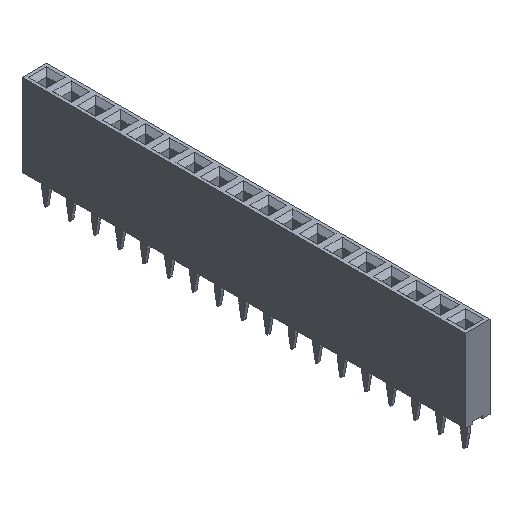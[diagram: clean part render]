
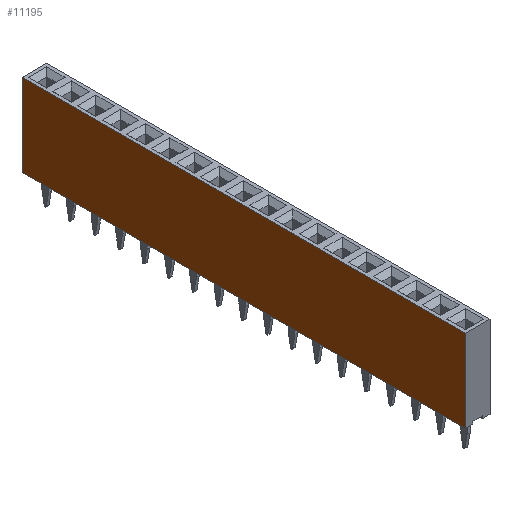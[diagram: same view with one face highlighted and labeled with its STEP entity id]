
A CAD part, isometric view. The second image highlights one B-rep face of the part: STEP entity #11195.
In plain terms, the highlighted planar face has unit normal (-1, 0, 0).
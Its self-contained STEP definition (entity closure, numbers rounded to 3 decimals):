
#8840 = VERTEX_POINT('',#8841);
#8841 = CARTESIAN_POINT('',(-1.27,1.27,8.5));
#8850 = PLANE('',#8851);
#8851 = AXIS2_PLACEMENT_3D('',#8852,#8853,#8854);
#8852 = CARTESIAN_POINT('',(0.,-21.59,8.5));
#8853 = DIRECTION('',(0.,0.,1.));
#8854 = DIRECTION('',(1.,0.,0.));
#8862 = PLANE('',#8863);
#8863 = AXIS2_PLACEMENT_3D('',#8864,#8865,#8866);
#8864 = CARTESIAN_POINT('',(-1.27,1.27,0.));
#8865 = DIRECTION('',(0.,1.,0.));
#8866 = DIRECTION('',(1.,0.,0.));
#8874 = EDGE_CURVE('',#8875,#8840,#8877,.T.);
#8875 = VERTEX_POINT('',#8876);
#8876 = CARTESIAN_POINT('',(-1.27,-44.45,8.5));
#8877 = SURFACE_CURVE('',#8878,(#8882,#8889),.PCURVE_S1.);
#8878 = LINE('',#8879,#8880);
#8879 = CARTESIAN_POINT('',(-1.27,-44.45,8.5));
#8880 = VECTOR('',#8881,1.);
#8881 = DIRECTION('',(0.,1.,0.));
#8882 = PCURVE('',#8850,#8883);
#8883 = DEFINITIONAL_REPRESENTATION('',(#8884),#8888);
#8884 = LINE('',#8885,#8886);
#8885 = CARTESIAN_POINT('',(-1.27,-22.86));
#8886 = VECTOR('',#8887,1.);
#8887 = DIRECTION('',(0.,1.));
#8888 = ( GEOMETRIC_REPRESENTATION_CONTEXT(2) 
PARAMETRIC_REPRESENTATION_CONTEXT() REPRESENTATION_CONTEXT('2D SPACE',''
  ) );
#8889 = PCURVE('',#8890,#8895);
#8890 = PLANE('',#8891);
#8891 = AXIS2_PLACEMENT_3D('',#8892,#8893,#8894);
#8892 = CARTESIAN_POINT('',(-1.27,-44.45,0.));
#8893 = DIRECTION('',(-1.,0.,0.));
#8894 = DIRECTION('',(0.,1.,0.));
#8895 = DEFINITIONAL_REPRESENTATION('',(#8896),#8900);
#8896 = LINE('',#8897,#8898);
#8897 = CARTESIAN_POINT('',(0.,-8.5));
#8898 = VECTOR('',#8899,1.);
#8899 = DIRECTION('',(1.,0.));
#8900 = ( GEOMETRIC_REPRESENTATION_CONTEXT(2) 
PARAMETRIC_REPRESENTATION_CONTEXT() REPRESENTATION_CONTEXT('2D SPACE',''
  ) );
#8918 = PLANE('',#8919);
#8919 = AXIS2_PLACEMENT_3D('',#8920,#8921,#8922);
#8920 = CARTESIAN_POINT('',(1.27,-44.45,0.));
#8921 = DIRECTION('',(0.,-1.,0.));
#8922 = DIRECTION('',(-1.,0.,0.));
#11012 = VERTEX_POINT('',#11013);
#11013 = CARTESIAN_POINT('',(-1.27,1.27,0.));
#11029 = PLANE('',#11030);
#11030 = AXIS2_PLACEMENT_3D('',#11031,#11032,#11033);
#11031 = CARTESIAN_POINT('',(0.,-21.59,0.));
#11032 = DIRECTION('',(0.,0.,1.));
#11033 = DIRECTION('',(1.,0.,0.));
#11041 = EDGE_CURVE('',#11012,#8840,#11042,.T.);
#11042 = SURFACE_CURVE('',#11043,(#11047,#11054),.PCURVE_S1.);
#11043 = LINE('',#11044,#11045);
#11044 = CARTESIAN_POINT('',(-1.27,1.27,0.));
#11045 = VECTOR('',#11046,1.);
#11046 = DIRECTION('',(0.,0.,1.));
#11047 = PCURVE('',#8862,#11048);
#11048 = DEFINITIONAL_REPRESENTATION('',(#11049),#11053);
#11049 = LINE('',#11050,#11051);
#11050 = CARTESIAN_POINT('',(0.,0.));
#11051 = VECTOR('',#11052,1.);
#11052 = DIRECTION('',(0.,-1.));
#11053 = ( GEOMETRIC_REPRESENTATION_CONTEXT(2) 
PARAMETRIC_REPRESENTATION_CONTEXT() REPRESENTATION_CONTEXT('2D SPACE',''
  ) );
#11054 = PCURVE('',#8890,#11055);
#11055 = DEFINITIONAL_REPRESENTATION('',(#11056),#11060);
#11056 = LINE('',#11057,#11058);
#11057 = CARTESIAN_POINT('',(45.72,0.));
#11058 = VECTOR('',#11059,1.);
#11059 = DIRECTION('',(0.,-1.));
#11060 = ( GEOMETRIC_REPRESENTATION_CONTEXT(2) 
PARAMETRIC_REPRESENTATION_CONTEXT() REPRESENTATION_CONTEXT('2D SPACE',''
  ) );
#11195 = ADVANCED_FACE('',(#11196),#8890,.T.);
#11196 = FACE_BOUND('',#11197,.T.);
#11197 = EDGE_LOOP('',(#11198,#11221,#11222,#11223));
#11198 = ORIENTED_EDGE('',*,*,#11199,.T.);
#11199 = EDGE_CURVE('',#11200,#8875,#11202,.T.);
#11200 = VERTEX_POINT('',#11201);
#11201 = CARTESIAN_POINT('',(-1.27,-44.45,0.));
#11202 = SURFACE_CURVE('',#11203,(#11207,#11214),.PCURVE_S1.);
#11203 = LINE('',#11204,#11205);
#11204 = CARTESIAN_POINT('',(-1.27,-44.45,0.));
#11205 = VECTOR('',#11206,1.);
#11206 = DIRECTION('',(0.,0.,1.));
#11207 = PCURVE('',#8890,#11208);
#11208 = DEFINITIONAL_REPRESENTATION('',(#11209),#11213);
#11209 = LINE('',#11210,#11211);
#11210 = CARTESIAN_POINT('',(0.,0.));
#11211 = VECTOR('',#11212,1.);
#11212 = DIRECTION('',(0.,-1.));
#11213 = ( GEOMETRIC_REPRESENTATION_CONTEXT(2) 
PARAMETRIC_REPRESENTATION_CONTEXT() REPRESENTATION_CONTEXT('2D SPACE',''
  ) );
#11214 = PCURVE('',#8918,#11215);
#11215 = DEFINITIONAL_REPRESENTATION('',(#11216),#11220);
#11216 = LINE('',#11217,#11218);
#11217 = CARTESIAN_POINT('',(2.54,0.));
#11218 = VECTOR('',#11219,1.);
#11219 = DIRECTION('',(0.,-1.));
#11220 = ( GEOMETRIC_REPRESENTATION_CONTEXT(2) 
PARAMETRIC_REPRESENTATION_CONTEXT() REPRESENTATION_CONTEXT('2D SPACE',''
  ) );
#11221 = ORIENTED_EDGE('',*,*,#8874,.T.);
#11222 = ORIENTED_EDGE('',*,*,#11041,.F.);
#11223 = ORIENTED_EDGE('',*,*,#11224,.F.);
#11224 = EDGE_CURVE('',#11200,#11012,#11225,.T.);
#11225 = SURFACE_CURVE('',#11226,(#11230,#11237),.PCURVE_S1.);
#11226 = LINE('',#11227,#11228);
#11227 = CARTESIAN_POINT('',(-1.27,-44.45,0.));
#11228 = VECTOR('',#11229,1.);
#11229 = DIRECTION('',(0.,1.,0.));
#11230 = PCURVE('',#8890,#11231);
#11231 = DEFINITIONAL_REPRESENTATION('',(#11232),#11236);
#11232 = LINE('',#11233,#11234);
#11233 = CARTESIAN_POINT('',(0.,0.));
#11234 = VECTOR('',#11235,1.);
#11235 = DIRECTION('',(1.,0.));
#11236 = ( GEOMETRIC_REPRESENTATION_CONTEXT(2) 
PARAMETRIC_REPRESENTATION_CONTEXT() REPRESENTATION_CONTEXT('2D SPACE',''
  ) );
#11237 = PCURVE('',#11029,#11238);
#11238 = DEFINITIONAL_REPRESENTATION('',(#11239),#11243);
#11239 = LINE('',#11240,#11241);
#11240 = CARTESIAN_POINT('',(-1.27,-22.86));
#11241 = VECTOR('',#11242,1.);
#11242 = DIRECTION('',(0.,1.));
#11243 = ( GEOMETRIC_REPRESENTATION_CONTEXT(2) 
PARAMETRIC_REPRESENTATION_CONTEXT() REPRESENTATION_CONTEXT('2D SPACE',''
  ) );
